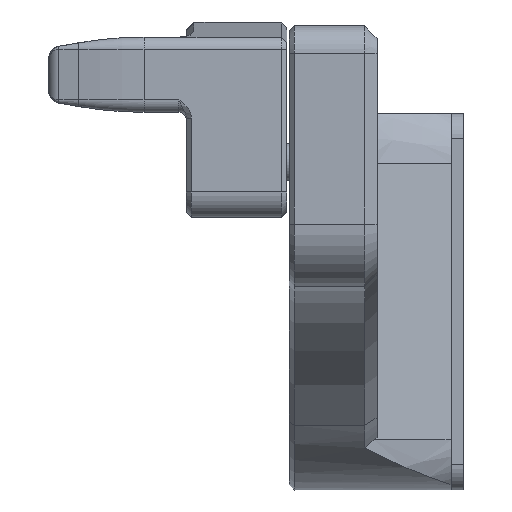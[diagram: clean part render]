
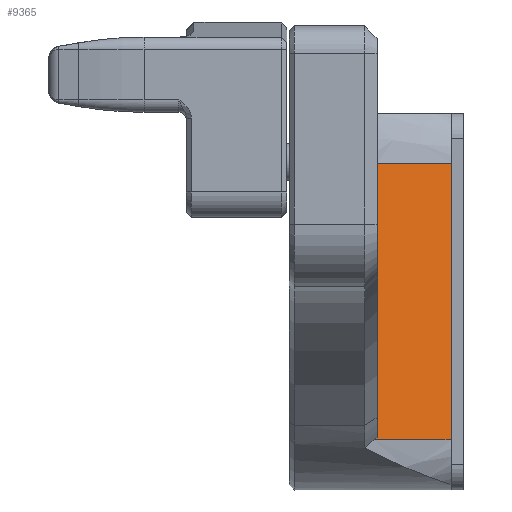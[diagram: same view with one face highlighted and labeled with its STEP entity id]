
A CAD part, front view. The second image highlights one B-rep face of the part: STEP entity #9365.
In plain terms, the highlighted face is planar.
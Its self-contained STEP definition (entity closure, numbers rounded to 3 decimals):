
#434 = CARTESIAN_POINT ( 'NONE',  ( 34., 4., 7. ) ) ;
#582 = VECTOR ( 'NONE', #1165, 1000. ) ;
#1008 = ORIENTED_EDGE ( 'NONE', *, *, #7286, .F. ) ;
#1155 = B_SPLINE_CURVE_WITH_KNOTS ( 'NONE', 3,
 ( #9746, #12730, #4813, #7917 ),
 .UNSPECIFIED., .F., .F.,
 ( 4, 4 ),
 ( 0., 0. ),
 .UNSPECIFIED. ) ;
#1165 = DIRECTION ( 'NONE',  ( -0.5, 0., 0.866 ) ) ;
#1360 = DIRECTION ( 'NONE',  ( 0., 1., 0. ) ) ;
#1801 = DIRECTION ( 'NONE',  ( -0.5, 0., 0.866 ) ) ;
#2182 = VECTOR ( 'NONE', #1801, 1000. ) ;
#2217 = DIRECTION ( 'NONE',  ( 0.866, 0., 0.5 ) ) ;
#2400 = CARTESIAN_POINT ( 'NONE',  ( 30.594, 30., 12.9 ) ) ;
#2775 = AXIS2_PLACEMENT_3D ( 'NONE', #11110, #2217, #10192 ) ;
#3480 = ORIENTED_EDGE ( 'NONE', *, *, #12480, .F. ) ;
#3548 = CARTESIAN_POINT ( 'NONE',  ( 34.134, 26., 6.767 ) ) ;
#3603 = CARTESIAN_POINT ( 'NONE',  ( 30.594, 26., 12.9 ) ) ;
#3896 = EDGE_CURVE ( 'NONE', #11729, #9166, #12257, .T. ) ;
#4363 = VERTEX_POINT ( 'NONE', #12181 ) ;
#4573 = ORIENTED_EDGE ( 'NONE', *, *, #3896, .F. ) ;
#4813 = CARTESIAN_POINT ( 'NONE',  ( 34.09, 25.936, 6.845 ) ) ;
#5246 = LINE ( 'NONE', #9210, #582 ) ;
#6051 = PLANE ( 'NONE',  #2775 ) ;
#6524 = DIRECTION ( 'NONE',  ( 0., -1., 0. ) ) ;
#7030 = FACE_OUTER_BOUND ( 'NONE', #7819, .T. ) ;
#7150 = ORIENTED_EDGE ( 'NONE', *, *, #8322, .T. ) ;
#7286 = EDGE_CURVE ( 'NONE', #4363, #11148, #10405, .T. ) ;
#7312 = VERTEX_POINT ( 'NONE', #3548 ) ;
#7819 = EDGE_LOOP ( 'NONE', ( #7150, #4573, #3480, #1008, #11681 ) ) ;
#7917 = CARTESIAN_POINT ( 'NONE',  ( 34.134, 26., 6.767 ) ) ;
#8322 = EDGE_CURVE ( 'NONE', #7312, #9166, #8814, .T. ) ;
#8814 = LINE ( 'NONE', #9002, #2182 ) ;
#9002 = CARTESIAN_POINT ( 'NONE',  ( 34., 26., 7. ) ) ;
#9166 = VERTEX_POINT ( 'NONE', #3603 ) ;
#9210 = CARTESIAN_POINT ( 'NONE',  ( 34., 4., 7. ) ) ;
#9365 = ADVANCED_FACE ( 'NONE', ( #7030 ), #6051, .T. ) ;
#9746 = CARTESIAN_POINT ( 'NONE',  ( 34., 25.808, 7. ) ) ;
#9868 = CARTESIAN_POINT ( 'NONE',  ( 34., 4., 7. ) ) ;
#10145 = CARTESIAN_POINT ( 'NONE',  ( 30.594, 4., 12.9 ) ) ;
#10192 = DIRECTION ( 'NONE',  ( 0., -1., 0. ) ) ;
#10223 = VECTOR ( 'NONE', #1360, 1000. ) ;
#10405 = LINE ( 'NONE', #434, #10961 ) ;
#10961 = VECTOR ( 'NONE', #6524, 1000. ) ;
#11093 = EDGE_CURVE ( 'NONE', #4363, #7312, #1155, .T. ) ;
#11110 = CARTESIAN_POINT ( 'NONE',  ( 30., 30., 13.928 ) ) ;
#11148 = VERTEX_POINT ( 'NONE', #9868 ) ;
#11681 = ORIENTED_EDGE ( 'NONE', *, *, #11093, .T. ) ;
#11729 = VERTEX_POINT ( 'NONE', #10145 ) ;
#12181 = CARTESIAN_POINT ( 'NONE',  ( 34., 25.808, 7. ) ) ;
#12257 = LINE ( 'NONE', #2400, #10223 ) ;
#12480 = EDGE_CURVE ( 'NONE', #11148, #11729, #5246, .T. ) ;
#12730 = CARTESIAN_POINT ( 'NONE',  ( 34.045, 25.872, 6.922 ) ) ;
